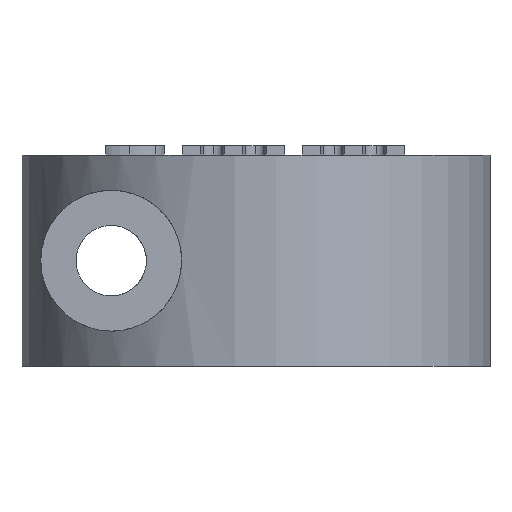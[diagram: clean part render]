
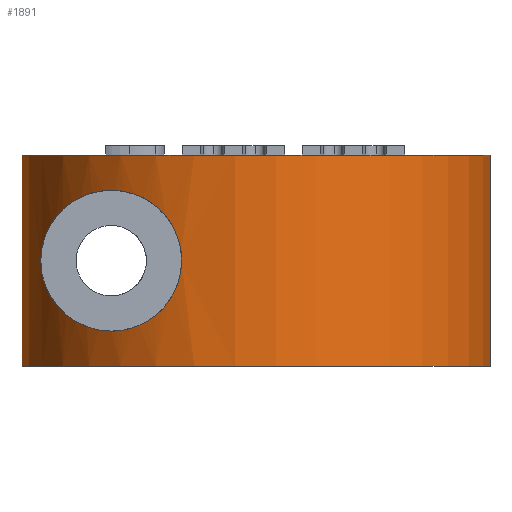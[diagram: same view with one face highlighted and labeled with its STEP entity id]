
A CAD part, front view. The second image highlights one B-rep face of the part: STEP entity #1891.
In plain terms, the highlighted cylindrical face has radius 10 mm (diameter 20 mm), a partial arc.
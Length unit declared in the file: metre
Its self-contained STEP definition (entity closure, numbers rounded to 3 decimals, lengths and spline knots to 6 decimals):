
#58=CYLINDRICAL_SURFACE('',#2012,0.01);
#107=B_SPLINE_CURVE_WITH_KNOTS('',3,(#2692,#2693,#2694,#2695,#2696,#2697,
#2698,#2699,#2700,#2701,#2702,#2703,#2704,#2705,#2706,#2707,#2708,#2709,
#2710,#2711,#2712,#2713),.UNSPECIFIED.,.T.,.F.,(1,1,1,1,1,1,1,1,1,1,1,1,
1,1,1,1,1,1,1,1,1,1,1,1,1,1),(-0.004214,-0.002809,
-0.001405,0.,0.001405,0.002809,
0.004214,0.004916,0.005618,0.006321,
0.007023,0.007725,0.008428,0.009832,
0.011237,0.012641,0.014046,0.015451,
0.016855,0.01826,0.019664,0.021069,
0.022473,0.023878,0.025283,0.026687),
 .UNSPECIFIED.);
#108=B_SPLINE_CURVE_WITH_KNOTS('',3,(#2726,#2727,#2728,#2729,#2730,#2731,
#2732),.UNSPECIFIED.,.F.,.F.,(4,1,1,1,4),(0.,0.001287,0.002574,
0.003862,0.005149),.UNSPECIFIED.);
#160=CIRCLE('',#2010,0.01);
#162=CIRCLE('',#2013,0.01);
#163=CIRCLE('',#2014,0.01);
#164=CIRCLE('',#2015,0.01);
#261=ORIENTED_EDGE('',*,*,#843,.T.);
#262=ORIENTED_EDGE('',*,*,#844,.F.);
#263=ORIENTED_EDGE('',*,*,#762,.F.);
#264=ORIENTED_EDGE('',*,*,#845,.T.);
#265=ORIENTED_EDGE('',*,*,#846,.T.);
#266=ORIENTED_EDGE('',*,*,#847,.F.);
#267=ORIENTED_EDGE('',*,*,#848,.T.);
#268=ORIENTED_EDGE('',*,*,#849,.F.);
#269=ORIENTED_EDGE('',*,*,#850,.F.);
#270=ORIENTED_EDGE('',*,*,#851,.F.);
#271=ORIENTED_EDGE('',*,*,#852,.T.);
#762=EDGE_CURVE('',#1053,#1054,#160,.T.);
#843=EDGE_CURVE('',#1134,#1135,#162,.T.);
#844=EDGE_CURVE('',#1054,#1135,#1285,.T.);
#845=EDGE_CURVE('',#1053,#1134,#1286,.T.);
#846=EDGE_CURVE('',#1136,#1136,#107,.T.);
#847=EDGE_CURVE('',#1137,#1138,#1287,.T.);
#848=EDGE_CURVE('',#1137,#1139,#163,.T.);
#849=EDGE_CURVE('',#1140,#1139,#1288,.F.);
#850=EDGE_CURVE('',#1141,#1140,#164,.T.);
#851=EDGE_CURVE('',#1142,#1141,#1289,.T.);
#852=EDGE_CURVE('',#1142,#1138,#108,.T.);
#1053=VERTEX_POINT('',#2440);
#1054=VERTEX_POINT('',#2442);
#1134=VERTEX_POINT('',#2688);
#1135=VERTEX_POINT('',#2689);
#1136=VERTEX_POINT('',#2714);
#1137=VERTEX_POINT('',#2716);
#1138=VERTEX_POINT('',#2717);
#1139=VERTEX_POINT('',#2719);
#1140=VERTEX_POINT('',#2721);
#1141=VERTEX_POINT('',#2723);
#1142=VERTEX_POINT('',#2725);
#1285=LINE('',#2690,#1464);
#1286=LINE('',#2691,#1465);
#1287=LINE('',#2715,#1466);
#1288=LINE('',#2720,#1467);
#1289=LINE('',#2724,#1468);
#1464=VECTOR('',#2142,1.);
#1465=VECTOR('',#2143,1.);
#1466=VECTOR('',#2144,1.);
#1467=VECTOR('',#2147,1.);
#1468=VECTOR('',#2150,1.);
#1608=EDGE_LOOP('',(#261,#262,#263,#264));
#1609=EDGE_LOOP('',(#265));
#1610=EDGE_LOOP('',(#266,#267,#268,#269,#270,#271));
#1725=FACE_BOUND('',#1608,.T.);
#1726=FACE_BOUND('',#1609,.T.);
#1727=FACE_BOUND('',#1610,.T.);
#1891=ADVANCED_FACE('',(#1725,#1726,#1727),#58,.T.);
#2010=AXIS2_PLACEMENT_3D('',#2441,#2097,#2098);
#2012=AXIS2_PLACEMENT_3D('',#2686,#2138,#2139);
#2013=AXIS2_PLACEMENT_3D('',#2687,#2140,#2141);
#2014=AXIS2_PLACEMENT_3D('',#2718,#2145,#2146);
#2015=AXIS2_PLACEMENT_3D('',#2722,#2148,#2149);
#2097=DIRECTION('',(0.,0.,1.));
#2098=DIRECTION('',(1.,0.,0.));
#2138=DIRECTION('',(0.,0.,-1.));
#2139=DIRECTION('',(-1.,0.,0.));
#2140=DIRECTION('',(0.,0.,1.));
#2141=DIRECTION('',(1.,0.,0.));
#2142=DIRECTION('',(0.,0.,-1.));
#2143=DIRECTION('',(0.,0.,-1.));
#2144=DIRECTION('',(0.,0.,-1.));
#2145=DIRECTION('',(0.,0.,1.));
#2146=DIRECTION('',(1.,0.,0.));
#2147=DIRECTION('',(0.,0.,-1.));
#2148=DIRECTION('',(0.,0.,1.));
#2149=DIRECTION('',(1.,0.,0.));
#2150=DIRECTION('',(0.,0.,-1.));
#2440=CARTESIAN_POINT('',(-0.009968,-0.0008,0.009));
#2441=CARTESIAN_POINT('',(0.,0.,0.009));
#2442=CARTESIAN_POINT('',(-0.009968,0.0008,0.009));
#2686=CARTESIAN_POINT('',(0.,0.,0.009));
#2687=CARTESIAN_POINT('',(0.,0.,0.));
#2688=CARTESIAN_POINT('',(-0.009968,-0.0008,0.));
#2689=CARTESIAN_POINT('',(-0.009968,0.0008,0.));
#2690=CARTESIAN_POINT('',(-0.009968,0.0008,0.009));
#2691=CARTESIAN_POINT('',(-0.009968,-0.0008,0.009));
#2692=CARTESIAN_POINT('',(-0.005007,-0.008693,0.001638));
#2693=CARTESIAN_POINT('',(-0.006192,-0.007896,0.001431));
#2694=CARTESIAN_POINT('',(-0.007234,-0.006949,0.001636));
#2695=CARTESIAN_POINT('',(-0.008083,-0.005934,0.002126));
#2696=CARTESIAN_POINT('',(-0.008631,-0.005074,0.002728));
#2697=CARTESIAN_POINT('',(-0.00896,-0.004449,0.003357));
#2698=CARTESIAN_POINT('',(-0.00914,-0.004061,0.003933));
#2699=CARTESIAN_POINT('',(-0.009194,-0.003934,0.004655));
#2700=CARTESIAN_POINT('',(-0.009074,-0.004209,0.005327));
#2701=CARTESIAN_POINT('',(-0.008864,-0.004639,0.005851));
#2702=CARTESIAN_POINT('',(-0.008506,-0.005283,0.006431));
#2703=CARTESIAN_POINT('',(-0.007926,-0.006144,0.006994));
#2704=CARTESIAN_POINT('',(-0.007038,-0.007149,0.007431));
#2705=CARTESIAN_POINT('',(-0.005963,-0.00807,0.007565));
#2706=CARTESIAN_POINT('',(-0.004774,-0.00882,0.007259));
#2707=CARTESIAN_POINT('',(-0.003713,-0.0093,0.006404));
#2708=CARTESIAN_POINT('',(-0.003112,-0.009504,0.005096));
#2709=CARTESIAN_POINT('',(-0.003177,-0.009484,0.003636));
#2710=CARTESIAN_POINT('',(-0.003888,-0.009232,0.002392));
#2711=CARTESIAN_POINT('',(-0.005007,-0.008693,0.001638));
#2712=CARTESIAN_POINT('',(-0.006192,-0.007896,0.001431));
#2713=CARTESIAN_POINT('',(-0.007234,-0.006949,0.001636));
#2714=CARTESIAN_POINT('',(-0.006168,-0.007871,0.0015));
#2715=CARTESIAN_POINT('',(-0.006168,0.007871,0.009));
#2716=CARTESIAN_POINT('',(-0.006168,0.007871,0.00725));
#2717=CARTESIAN_POINT('',(-0.006168,0.007871,0.006));
#2718=CARTESIAN_POINT('',(0.,0.,0.00725));
#2719=CARTESIAN_POINT('',(-0.00925,0.0038,0.00725));
#2720=CARTESIAN_POINT('',(-0.00925,0.0038,0.009));
#2721=CARTESIAN_POINT('',(-0.00925,0.0038,0.00175));
#2722=CARTESIAN_POINT('',(0.,0.,0.00175));
#2723=CARTESIAN_POINT('',(-0.006168,0.007871,0.00175));
#2724=CARTESIAN_POINT('',(-0.006168,0.007871,0.009));
#2725=CARTESIAN_POINT('',(-0.006168,0.007871,0.003));
#2726=CARTESIAN_POINT('',(-0.006168,0.007871,0.003));
#2727=CARTESIAN_POINT('',(-0.005825,0.00814,0.003));
#2728=CARTESIAN_POINT('',(-0.005091,0.00863,0.003227));
#2729=CARTESIAN_POINT('',(-0.004459,0.008949,0.004493));
#2730=CARTESIAN_POINT('',(-0.005083,0.008635,0.005771));
#2731=CARTESIAN_POINT('',(-0.005828,0.008138,0.006));
#2732=CARTESIAN_POINT('',(-0.006168,0.007871,0.006));
